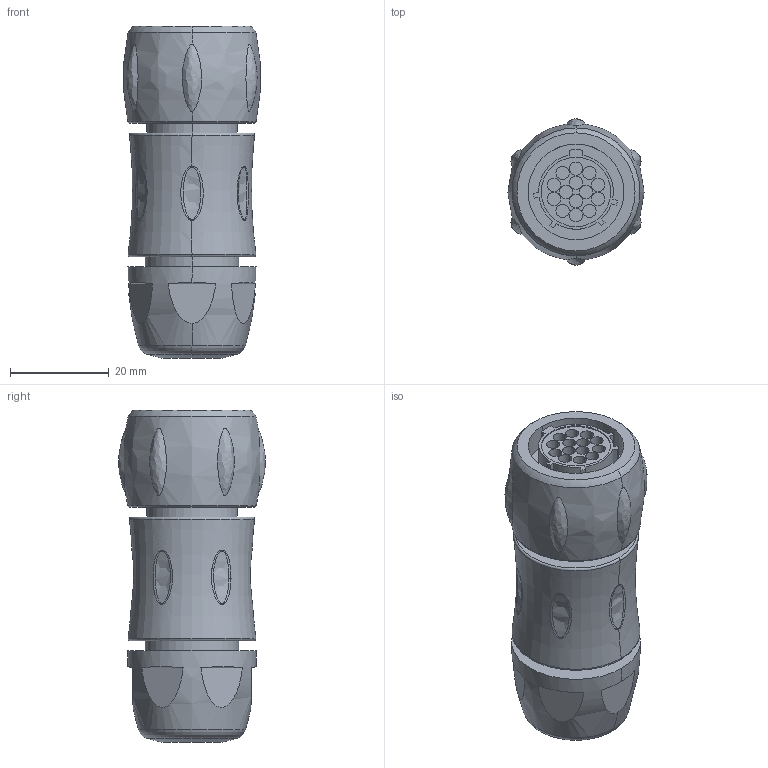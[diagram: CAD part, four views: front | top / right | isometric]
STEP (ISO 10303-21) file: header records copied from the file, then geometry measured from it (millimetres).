
FILE_DESCRIPTION((''),'2;1');
FILE_NAME('UTS6JC12E14S-CATALOGUE','2010-12-23T',('Gsineau'),('SOURIAU'),'PRO/ENGINEER BY PARAMETRIC TECHNOLOGY CORPORATION, 2010140','PRO/ENGINEER BY PARAMETRIC TECHNOLOGY CORPORATION, 2010140','');
FILE_SCHEMA(('CONFIG_CONTROL_DESIGN'));
Length unit declared in the file: millimetre
Products named in the file (1): UTS6JC12E14S-CATALOGUE
Bounding box: 27.57 x 29.66 x 67.15 mm (x, y, z)
Volume: 31687.2 mm3; surface area: 7895.1 mm2
Topology: 1 solids, 1 shells, 135 faces, 290 edges, 190 vertices
Faces by surface type: cylinder 48, plane 45, bspline 28, torus 12, sphere 2
Entity records: 6924 total; most frequent: CARTESIAN_POINT 3999, DIRECTION 606, ORIENTED_EDGE 580, EDGE_CURVE 290, AXIS2_PLACEMENT_3D 261, VERTEX_POINT 190, EDGE_LOOP 168, CIRCLE 154
